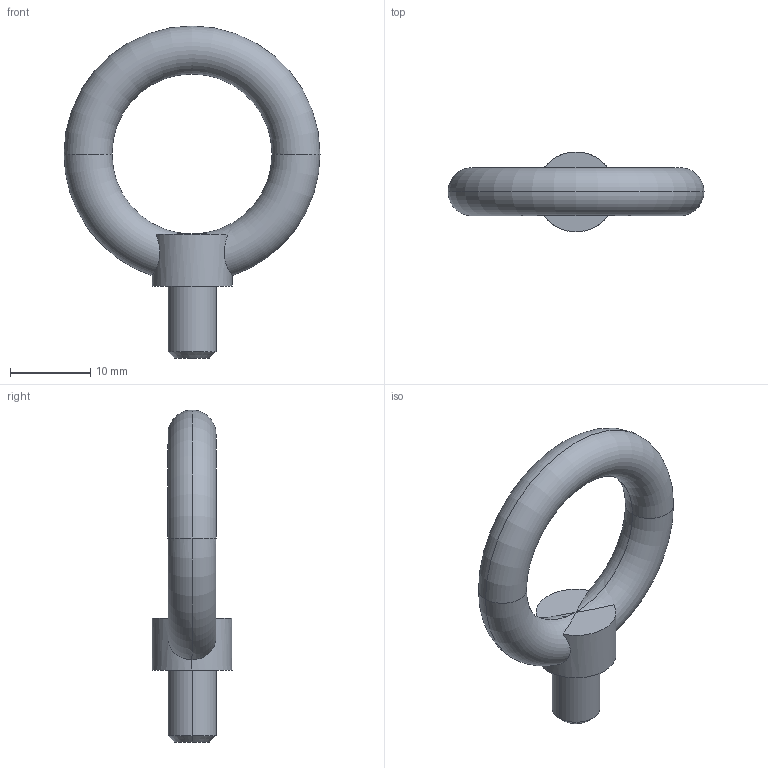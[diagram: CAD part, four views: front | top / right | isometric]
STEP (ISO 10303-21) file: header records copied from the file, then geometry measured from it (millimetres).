
FILE_DESCRIPTION(('Creo Elements/Direct Modeling STEP Export'),'2;1');
FILE_NAME('44.0500.2_Ringschraube_Ø20.stp','2022-03-21T 9:02:38',(''),(''),'PTC Creo Elements/Direct Modeling STEP processor for AP214 (Solid Model)','PTC Creo Elements/Direct Modeling 19.0C 15-Aug-2015 (C) Parametric Technology GmbH','');
FILE_SCHEMA(('AUTOMOTIVE_DESIGN { 1 0 10303 214 1 1 1 1 }'));
Length unit declared in the file: millimetre
Products named in the file (2): Ringschraube_Ø20_44.0500.2_PX175528
Assembly tree (1 placements, depth 2):
  Ringschraube_Ø20_44.0500.2_PX175528
    Ringschraube_Ø20_44.0500.2_PX175528
Bounding box: 32 x 10 x 41.5 mm (x, y, z)
Volume: 2803 mm3; surface area: 1833.6 mm2
Topology: 1 solids, 1 shells, 16 faces, 35 edges, 20 vertices
Faces by surface type: torus 6, plane 4, cylinder 4, cone 2
Entity records: 551 total; most frequent: CARTESIAN_POINT 154, ORIENTED_EDGE 70, DIRECTION 62, EDGE_CURVE 35, AXIS2_PLACEMENT_3D 28, VERTEX_POINT 20, EDGE_LOOP 17, FACE_OUTER_BOUND 16
